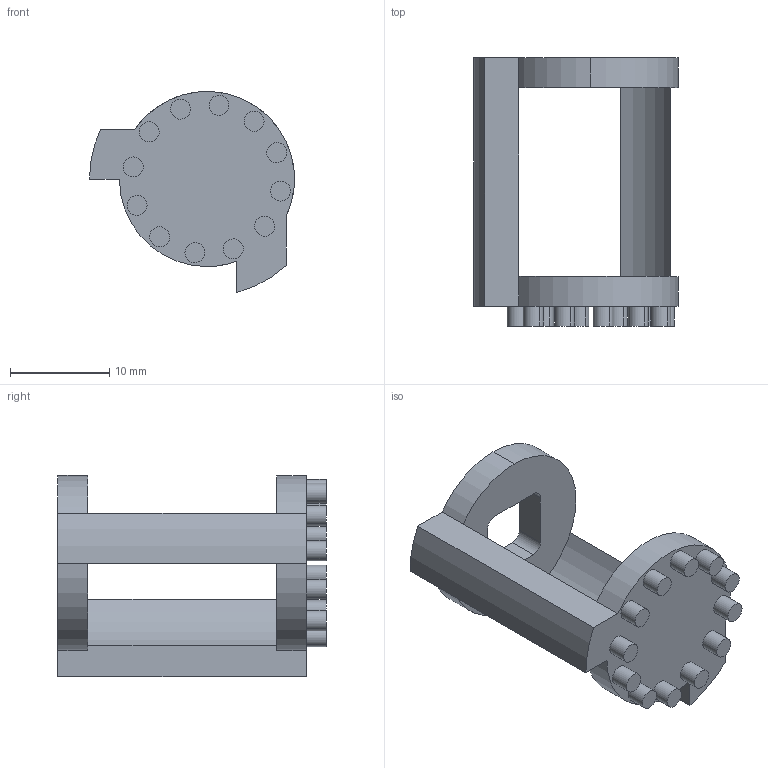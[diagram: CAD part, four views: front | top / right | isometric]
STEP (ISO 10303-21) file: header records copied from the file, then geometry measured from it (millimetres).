
FILE_DESCRIPTION (( 'STEP AP214' ), '1' );
FILE_NAME ('Interface.step', '2022-07-16T15:43:39', ( 'Windows User' ), ( '' ), 'SwSTEP 2.0', 'SolidWorks 2022', '' );
FILE_SCHEMA (( 'AUTOMOTIVE_DESIGN' ));
Length unit declared in the file: centimetre
Products named in the file (1): Interface
Bounding box: 20.6 x 27 x 20.21 mm (x, y, z)
Volume: 2225.5 mm3; surface area: 2369.8 mm2
Topology: 2 solids, 2 shells, 63 faces, 137 edges, 90 vertices
Faces by surface type: cylinder 37, plane 26
Entity records: 1800 total; most frequent: DIRECTION 339, CARTESIAN_POINT 291, ORIENTED_EDGE 274, AXIS2_PLACEMENT_3D 138, EDGE_CURVE 137, VERTEX_POINT 90, EDGE_LOOP 77, CIRCLE 74
